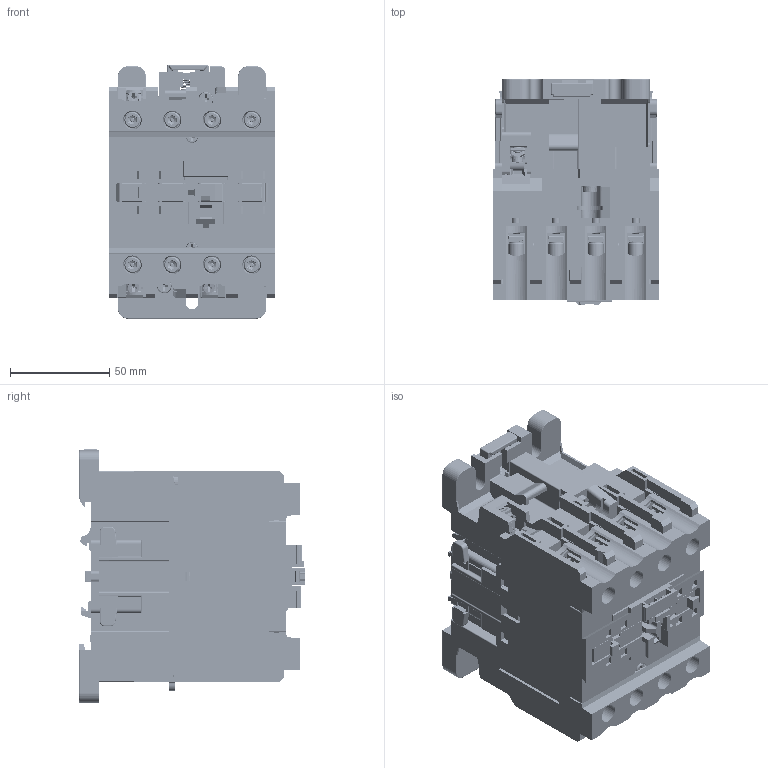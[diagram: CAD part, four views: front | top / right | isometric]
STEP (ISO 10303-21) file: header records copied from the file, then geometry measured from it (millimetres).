
FILE_DESCRIPTION((''),'2;1');
FILE_NAME('2ZTJ-400-094_SW0002','2022-04-15T13:06:11',('jpeng'),(''),'CREO PARAMETRIC BY PTC INC, 2020044','CREO PARAMETRIC BY PTC INC, 2020044','');
FILE_SCHEMA(('CONFIG_CONTROL_DESIGN','SHAPE_APPEARANCE_LAYERS_GROUPS'));
Products named in the file (1): 2ZTJ-400-094_SW0002
Bounding box: 84 x 113.5 x 127.5 mm (x, y, z)
Volume: 634712 mm3; surface area: 225304.3 mm2
Topology: 5 solids, 5 shells, 9582 faces, 26716 edges, 17074 vertices
Faces by surface type: plane 6964, cylinder 1950, cone 250, torus 125, sphere 119, extrusion 99, bspline 75
Entity records: 395612 total; most frequent: CARTESIAN_POINT 75283, ORIENTED_EDGE 53392, DIRECTION 48330, EDGE_CURVE 26696, VECTOR 20738, LINE 20639, VERTEX_POINT 17074, AXIS2_PLACEMENT_3D 13796
